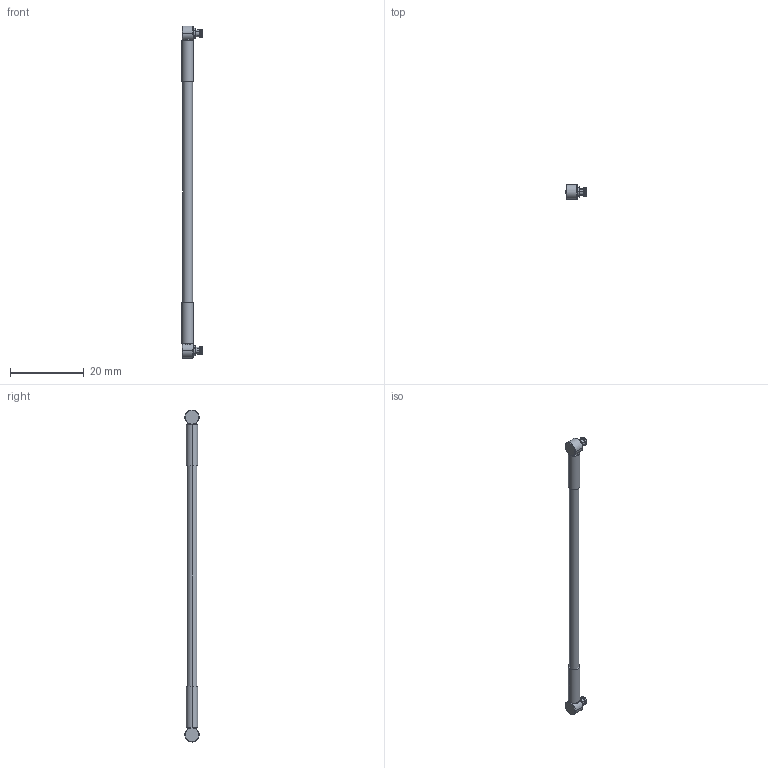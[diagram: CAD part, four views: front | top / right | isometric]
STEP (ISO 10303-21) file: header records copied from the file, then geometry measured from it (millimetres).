
FILE_DESCRIPTION (( 'STEP AP214' ), '1' );
FILE_NAME ('FMC4848085.STEP', '2018-01-11T18:23:06', ( '' ), ( '' ), 'SwSTEP 2.0', 'SolidWorks 2017', '' );
FILE_SCHEMA (( 'AUTOMOTIVE_DESIGN' ));
Length unit declared in the file: inch
Products named in the file (4): HeatShrink^FMC4848085; FMC4848085; Coax Cable_FM-F086; Mini SMP Female R.A
Assembly tree (4 placements, depth 2):
  FMC4848085
    Coax Cable_FM-F086
    Mini SMP Female R.A  x2
    HeatShrink^FMC4848085
Bounding box: 5.5 x 3.96 x 90.32 mm (x, y, z)
Volume: 709.4 mm3; surface area: 1150.1 mm2
Topology: 5 solids, 5 shells, 220 faces, 586 edges, 384 vertices
Faces by surface type: plane 90, cone 64, cylinder 50, bspline 12, torus 4
Entity records: 5579 total; most frequent: CARTESIAN_POINT 1460, ORIENTED_EDGE 604, DIRECTION 588, EDGE_CURVE 302, AXIS2_PLACEMENT_3D 232, VERTEX_POINT 198, VECTOR 124, LINE 124
